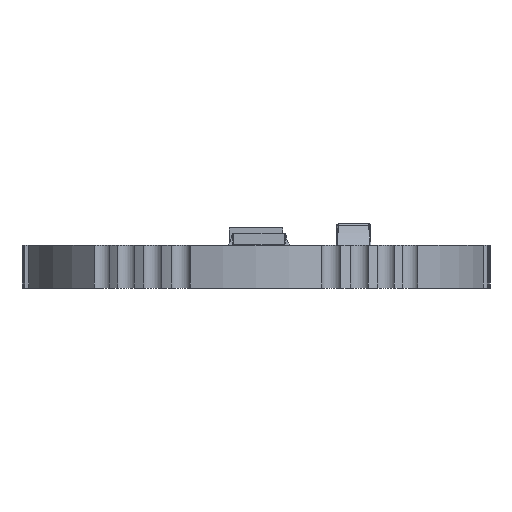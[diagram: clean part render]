
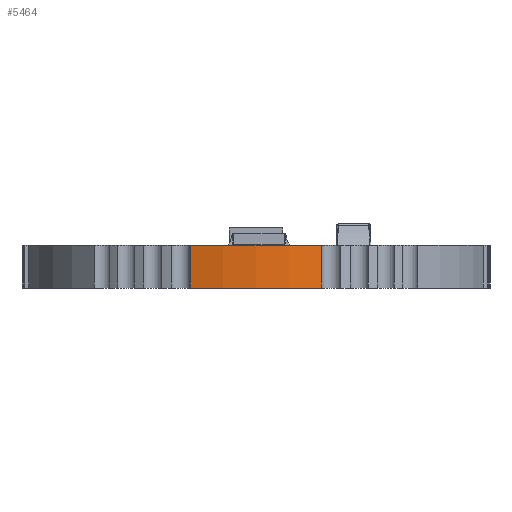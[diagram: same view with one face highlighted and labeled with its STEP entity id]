
A CAD part, left-side view. The second image highlights one B-rep face of the part: STEP entity #5464.
In plain terms, the highlighted cylindrical face has radius 8.75 mm (diameter 17.5 mm), a partial arc.
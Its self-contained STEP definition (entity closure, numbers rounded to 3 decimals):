
#403=FACE_OUTER_BOUND('',#731,.T.);
#731=EDGE_LOOP('',(#3774,#3775,#3776,#3777));
#1073=LINE('',#8196,#1589);
#1074=LINE('',#8202,#1590);
#1589=VECTOR('',#6617,10.);
#1590=VECTOR('',#6624,10.);
#2138=CIRCLE('',#5936,8.75);
#2139=CIRCLE('',#5937,8.75);
#2366=VERTEX_POINT('',#8192);
#2367=VERTEX_POINT('',#8194);
#2368=VERTEX_POINT('',#8198);
#2369=VERTEX_POINT('',#8200);
#2919=EDGE_CURVE('',#2366,#2367,#1073,.T.);
#2920=EDGE_CURVE('',#2368,#2366,#2138,.T.);
#2921=EDGE_CURVE('',#2369,#2367,#2139,.T.);
#2922=EDGE_CURVE('',#2368,#2369,#1074,.T.);
#3774=ORIENTED_EDGE('',*,*,#2920,.T.);
#3775=ORIENTED_EDGE('',*,*,#2919,.T.);
#3776=ORIENTED_EDGE('',*,*,#2921,.F.);
#3777=ORIENTED_EDGE('',*,*,#2922,.F.);
#5319=CYLINDRICAL_SURFACE('',#5935,8.75);
#5464=ADVANCED_FACE('',(#403),#5319,.T.);
#5935=AXIS2_PLACEMENT_3D('',#8197,#6618,#6619);
#5936=AXIS2_PLACEMENT_3D('',#8199,#6620,#6621);
#5937=AXIS2_PLACEMENT_3D('',#8201,#6622,#6623);
#6617=DIRECTION('',(0.,0.,1.));
#6618=DIRECTION('center_axis',(0.,0.,1.));
#6619=DIRECTION('ref_axis',(-1.,0.,0.));
#6620=DIRECTION('center_axis',(0.,0.,1.));
#6621=DIRECTION('ref_axis',(1.,0.,0.));
#6622=DIRECTION('center_axis',(0.,0.,1.));
#6623=DIRECTION('ref_axis',(1.,0.,0.));
#6624=DIRECTION('',(0.,0.,1.));
#8192=CARTESIAN_POINT('',(-8.399,-2.455,0.));
#8194=CARTESIAN_POINT('',(-8.399,-2.455,1.6));
#8196=CARTESIAN_POINT('',(-8.399,-2.455,0.));
#8197=CARTESIAN_POINT('Origin',(0.,0.,0.));
#8198=CARTESIAN_POINT('',(-8.399,2.455,0.));
#8199=CARTESIAN_POINT('Origin',(0.,0.,0.));
#8200=CARTESIAN_POINT('',(-8.399,2.455,1.6));
#8201=CARTESIAN_POINT('Origin',(0.,0.,1.6));
#8202=CARTESIAN_POINT('',(-8.399,2.455,0.));
